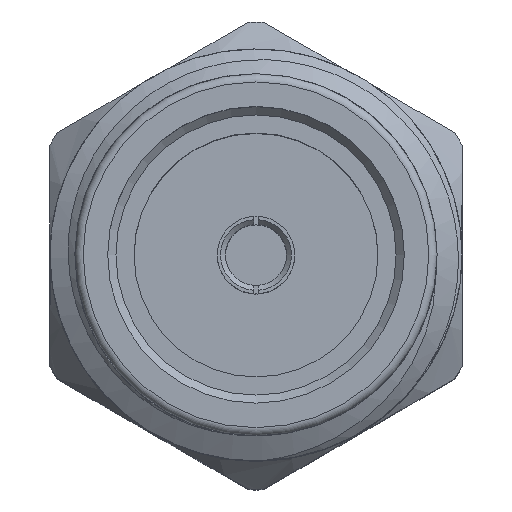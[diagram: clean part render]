
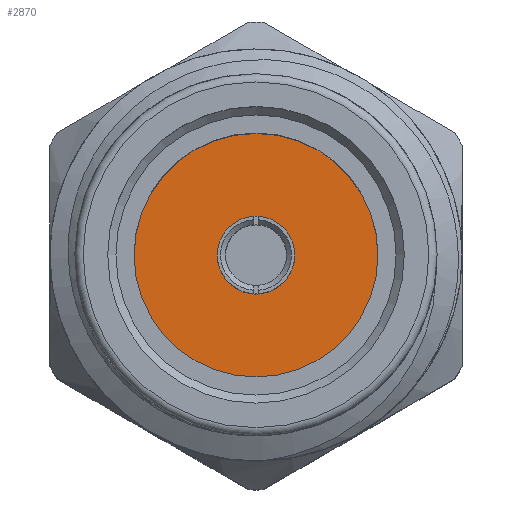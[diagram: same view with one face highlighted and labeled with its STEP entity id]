
A CAD part, top view. The second image highlights one B-rep face of the part: STEP entity #2870.
In plain terms, the highlighted planar face has unit normal (0, 0, 1).
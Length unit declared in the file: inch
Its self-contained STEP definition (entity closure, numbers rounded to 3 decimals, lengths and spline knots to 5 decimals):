
#23 = CIRCLE ( 'NONE', #1707, 0.074 ) ;
#28 = DIRECTION ( 'NONE',  ( 0., 0., 1. ) ) ;
#42 = EDGE_LOOP ( 'NONE', ( #2628 ) ) ;
#43 = CARTESIAN_POINT ( 'NONE',  ( 0., 0., -0.225 ) ) ;
#158 = CARTESIAN_POINT ( 'NONE',  ( 0.0235, 0., -0.225 ) ) ;
#209 = DIRECTION ( 'NONE',  ( 1., 0., 0. ) ) ;
#347 = EDGE_CURVE ( 'NONE', #680, #680, #2557, .T. ) ;
#680 = VERTEX_POINT ( 'NONE', #158 ) ;
#815 = DIRECTION ( 'NONE',  ( 1., 0., 0. ) ) ;
#1118 = AXIS2_PLACEMENT_3D ( 'NONE', #2702, #2457, #209 ) ;
#1470 = EDGE_LOOP ( 'NONE', ( #1673 ) ) ;
#1673 = ORIENTED_EDGE ( 'NONE', *, *, #2982, .T. ) ;
#1707 = AXIS2_PLACEMENT_3D ( 'NONE', #43, #28, #815 ) ;
#1874 = AXIS2_PLACEMENT_3D ( 'NONE', #1925, #2157, #2435 ) ;
#1925 = CARTESIAN_POINT ( 'NONE',  ( 0., 0., -0.225 ) ) ;
#2157 = DIRECTION ( 'NONE',  ( 0., 0., 1. ) ) ;
#2434 = CARTESIAN_POINT ( 'NONE',  ( 0.074, 0., -0.225 ) ) ;
#2435 = DIRECTION ( 'NONE',  ( 1., 0., 0. ) ) ;
#2457 = DIRECTION ( 'NONE',  ( 0., 0., 1. ) ) ;
#2472 = FACE_BOUND ( 'NONE', #42, .T. ) ;
#2557 = CIRCLE ( 'NONE', #1874, 0.0235 ) ;
#2628 = ORIENTED_EDGE ( 'NONE', *, *, #347, .F. ) ;
#2702 = CARTESIAN_POINT ( 'NONE',  ( 0., 0., -0.225 ) ) ;
#2870 = ADVANCED_FACE ( 'NONE', ( #2472, #2995 ), #3194, .T. ) ;
#2982 = EDGE_CURVE ( 'NONE', #3219, #3219, #23, .T. ) ;
#2995 = FACE_OUTER_BOUND ( 'NONE', #1470, .T. ) ;
#3194 = PLANE ( 'NONE',  #1118 ) ;
#3219 = VERTEX_POINT ( 'NONE', #2434 ) ;
